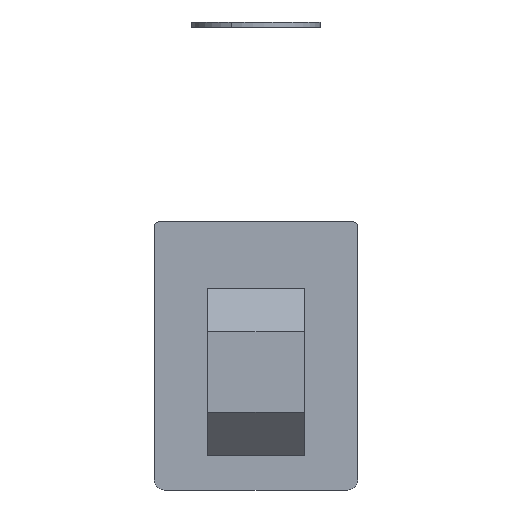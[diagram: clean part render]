
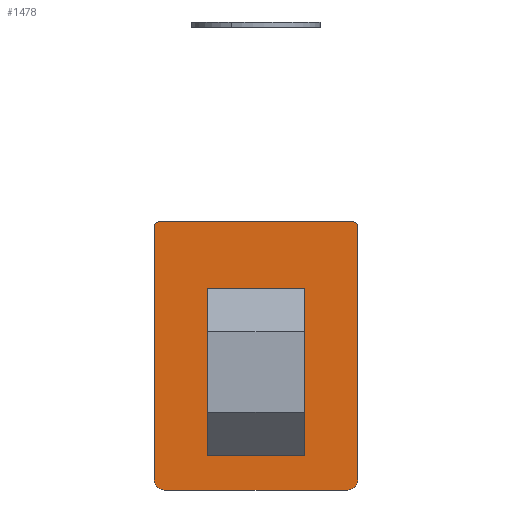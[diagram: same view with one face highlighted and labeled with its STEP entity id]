
A CAD part, front view. The second image highlights one B-rep face of the part: STEP entity #1478.
In plain terms, the highlighted planar face has unit normal (0, -1, 0).
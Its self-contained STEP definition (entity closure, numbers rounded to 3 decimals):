
#8 = LINE ( 'NONE', #2950, #4468 ) ;
#35 = DIRECTION ( 'NONE',  ( 0., -1., 0. ) ) ;
#36 = EDGE_LOOP ( 'NONE', ( #3917, #1550, #2361, #1255, #1154, #3127, #4547, #216 ) ) ;
#64 = DIRECTION ( 'NONE',  ( 0., 0., 1. ) ) ;
#68 = EDGE_CURVE ( 'NONE', #1672, #3085, #1436, .T. ) ;
#121 = VERTEX_POINT ( 'NONE', #2742 ) ;
#142 = CARTESIAN_POINT ( 'NONE',  ( 9.25, 0., -18.95 ) ) ;
#211 = EDGE_CURVE ( 'NONE', #4063, #3235, #374, .T. ) ;
#212 = LINE ( 'NONE', #3634, #1995 ) ;
#216 = ORIENTED_EDGE ( 'NONE', *, *, #4511, .T. ) ;
#237 = EDGE_CURVE ( 'NONE', #3380, #2157, #4120, .T. ) ;
#249 = DIRECTION ( 'NONE',  ( 0., 0., -1. ) ) ;
#333 = CARTESIAN_POINT ( 'NONE',  ( 19., 0., -0.5 ) ) ;
#337 = CARTESIAN_POINT ( 'NONE',  ( 0., 0., -0.5 ) ) ;
#339 = AXIS2_PLACEMENT_3D ( 'NONE', #2944, #834, #3292 ) ;
#363 = AXIS2_PLACEMENT_3D ( 'NONE', #3135, #1034, #3483 ) ;
#374 = CIRCLE ( 'NONE', #4025, 4.5 ) ;
#456 = EDGE_CURVE ( 'NONE', #965, #4063, #212, .T. ) ;
#479 = CARTESIAN_POINT ( 'NONE',  ( 0., 0., -24. ) ) ;
#485 = ORIENTED_EDGE ( 'NONE', *, *, #456, .F. ) ;
#537 = EDGE_CURVE ( 'NONE', #121, #1663, #1659, .T. ) ;
#608 = DIRECTION ( 'NONE',  ( 0., 0., -1. ) ) ;
#721 = AXIS2_PLACEMENT_3D ( 'NONE', #4446, #2379, #249 ) ;
#761 = CARTESIAN_POINT ( 'NONE',  ( 9.75, 0., -9.05 ) ) ;
#806 = LINE ( 'NONE', #3012, #2576 ) ;
#834 = DIRECTION ( 'NONE',  ( 0., -1., 0. ) ) ;
#937 = FACE_BOUND ( 'NONE', #4397, .T. ) ;
#947 = CARTESIAN_POINT ( 'NONE',  ( 0., 0., -25. ) ) ;
#965 = VERTEX_POINT ( 'NONE', #3968 ) ;
#972 = VECTOR ( 'NONE', #1411, 1000. ) ;
#1026 = VECTOR ( 'NONE', #1937, 1000. ) ;
#1034 = DIRECTION ( 'NONE',  ( 0., -1., 0. ) ) ;
#1049 = CARTESIAN_POINT ( 'NONE',  ( 0.5, 0., -0.5 ) ) ;
#1062 = CARTESIAN_POINT ( 'NONE',  ( 0., 0., -25. ) ) ;
#1154 = ORIENTED_EDGE ( 'NONE', *, *, #1257, .T. ) ;
#1202 = DIRECTION ( 'NONE',  ( 0., 0., 1. ) ) ;
#1226 = VECTOR ( 'NONE', #4032, 1000. ) ;
#1236 = DIRECTION ( 'NONE',  ( 0., -1., 0. ) ) ;
#1253 = CARTESIAN_POINT ( 'NONE',  ( 9.25, 0., -18.95 ) ) ;
#1255 = ORIENTED_EDGE ( 'NONE', *, *, #537, .T. ) ;
#1257 = EDGE_CURVE ( 'NONE', #1663, #1672, #8, .T. ) ;
#1305 = DIRECTION ( 'NONE',  ( 0., 0., -1. ) ) ;
#1343 = ORIENTED_EDGE ( 'NONE', *, *, #237, .F. ) ;
#1408 = DIRECTION ( 'NONE',  ( 0., 0., -1. ) ) ;
#1411 = DIRECTION ( 'NONE',  ( 0., 0., 1. ) ) ;
#1415 = VERTEX_POINT ( 'NONE', #1622 ) ;
#1420 = EDGE_CURVE ( 'NONE', #1415, #121, #806, .T. ) ;
#1436 = CIRCLE ( 'NONE', #721, 0.5 ) ;
#1478 = ADVANCED_FACE ( 'NONE', ( #3398, #937 ), #1638, .T. ) ;
#1550 = ORIENTED_EDGE ( 'NONE', *, *, #4004, .T. ) ;
#1622 = CARTESIAN_POINT ( 'NONE',  ( 1., 0., -25. ) ) ;
#1638 = PLANE ( 'NONE',  #3095 ) ;
#1659 = CIRCLE ( 'NONE', #363, 1. ) ;
#1663 = VERTEX_POINT ( 'NONE', #3140 ) ;
#1672 = VERTEX_POINT ( 'NONE', #333 ) ;
#1790 = VERTEX_POINT ( 'NONE', #3543 ) ;
#1875 = EDGE_CURVE ( 'NONE', #1790, #965, #2386, .T. ) ;
#1898 = LINE ( 'NONE', #1062, #972 ) ;
#1937 = DIRECTION ( 'NONE',  ( 1., 0., 0. ) ) ;
#1969 = CIRCLE ( 'NONE', #3120, 1. ) ;
#1970 = LINE ( 'NONE', #4360, #1026 ) ;
#1995 = VECTOR ( 'NONE', #3992, 1000. ) ;
#2092 = CARTESIAN_POINT ( 'NONE',  ( 5.25, 0., -18.95 ) ) ;
#2157 = VERTEX_POINT ( 'NONE', #1253 ) ;
#2174 = CARTESIAN_POINT ( 'NONE',  ( 1., 0., -24. ) ) ;
#2206 = CARTESIAN_POINT ( 'NONE',  ( 13.75, 0., -14.45 ) ) ;
#2229 = CARTESIAN_POINT ( 'NONE',  ( 0.5, 0., 0. ) ) ;
#2345 = EDGE_CURVE ( 'NONE', #3674, #2376, #1898, .T. ) ;
#2361 = ORIENTED_EDGE ( 'NONE', *, *, #1420, .T. ) ;
#2374 = CARTESIAN_POINT ( 'NONE',  ( 5.25, 0., -18.95 ) ) ;
#2376 = VERTEX_POINT ( 'NONE', #337 ) ;
#2379 = DIRECTION ( 'NONE',  ( 0., -1., 0. ) ) ;
#2386 = LINE ( 'NONE', #2206, #4332 ) ;
#2529 = DIRECTION ( 'NONE',  ( 0., 0., -1. ) ) ;
#2561 = CARTESIAN_POINT ( 'NONE',  ( 18.5, 0., 0. ) ) ;
#2576 = VECTOR ( 'NONE', #3385, 1000. ) ;
#2605 = ORIENTED_EDGE ( 'NONE', *, *, #211, .F. ) ;
#2742 = CARTESIAN_POINT ( 'NONE',  ( 18., 0., -25. ) ) ;
#2755 = EDGE_CURVE ( 'NONE', #2157, #1790, #3105, .T. ) ;
#2815 = EDGE_CURVE ( 'NONE', #3609, #3085, #1970, .T. ) ;
#2883 = ORIENTED_EDGE ( 'NONE', *, *, #3758, .F. ) ;
#2944 = CARTESIAN_POINT ( 'NONE',  ( 9.25, 0., -14.45 ) ) ;
#2950 = CARTESIAN_POINT ( 'NONE',  ( 19., 0., -25. ) ) ;
#3012 = CARTESIAN_POINT ( 'NONE',  ( 0., 0., -25. ) ) ;
#3085 = VERTEX_POINT ( 'NONE', #2561 ) ;
#3095 = AXIS2_PLACEMENT_3D ( 'NONE', #947, #3395, #1305 ) ;
#3105 = CIRCLE ( 'NONE', #339, 4.5 ) ;
#3120 = AXIS2_PLACEMENT_3D ( 'NONE', #2174, #35, #2529 ) ;
#3127 = ORIENTED_EDGE ( 'NONE', *, *, #68, .T. ) ;
#3135 = CARTESIAN_POINT ( 'NONE',  ( 18., 0., -24. ) ) ;
#3140 = CARTESIAN_POINT ( 'NONE',  ( 19., 0., -24. ) ) ;
#3142 = ORIENTED_EDGE ( 'NONE', *, *, #1875, .F. ) ;
#3154 = CIRCLE ( 'NONE', #4343, 0.5 ) ;
#3235 = VERTEX_POINT ( 'NONE', #4376 ) ;
#3292 = DIRECTION ( 'NONE',  ( 0., 0., -1. ) ) ;
#3333 = CARTESIAN_POINT ( 'NONE',  ( 9.75, 0., -13.55 ) ) ;
#3380 = VERTEX_POINT ( 'NONE', #2092 ) ;
#3385 = DIRECTION ( 'NONE',  ( 1., 0., 0. ) ) ;
#3395 = DIRECTION ( 'NONE',  ( 0., -1., 0. ) ) ;
#3398 = FACE_OUTER_BOUND ( 'NONE', #36, .T. ) ;
#3483 = DIRECTION ( 'NONE',  ( 0., 0., -1. ) ) ;
#3493 = DIRECTION ( 'NONE',  ( 0., -1., 0. ) ) ;
#3543 = CARTESIAN_POINT ( 'NONE',  ( 13.75, 0., -14.45 ) ) ;
#3566 = VECTOR ( 'NONE', #608, 1000. ) ;
#3609 = VERTEX_POINT ( 'NONE', #2229 ) ;
#3634 = CARTESIAN_POINT ( 'NONE',  ( 13.75, 0., -9.05 ) ) ;
#3674 = VERTEX_POINT ( 'NONE', #479 ) ;
#3675 = DIRECTION ( 'NONE',  ( 0., 0., 1. ) ) ;
#3758 = EDGE_CURVE ( 'NONE', #3235, #3380, #4479, .T. ) ;
#3917 = ORIENTED_EDGE ( 'NONE', *, *, #2345, .F. ) ;
#3950 = ORIENTED_EDGE ( 'NONE', *, *, #2755, .F. ) ;
#3968 = CARTESIAN_POINT ( 'NONE',  ( 13.75, 0., -9.05 ) ) ;
#3992 = DIRECTION ( 'NONE',  ( -1., 0., 0. ) ) ;
#4004 = EDGE_CURVE ( 'NONE', #3674, #1415, #1969, .T. ) ;
#4025 = AXIS2_PLACEMENT_3D ( 'NONE', #3333, #1236, #3675 ) ;
#4032 = DIRECTION ( 'NONE',  ( 1., 0., 0. ) ) ;
#4063 = VERTEX_POINT ( 'NONE', #761 ) ;
#4120 = LINE ( 'NONE', #142, #1226 ) ;
#4332 = VECTOR ( 'NONE', #64, 1000. ) ;
#4343 = AXIS2_PLACEMENT_3D ( 'NONE', #1049, #3493, #1408 ) ;
#4360 = CARTESIAN_POINT ( 'NONE',  ( 0., 0., 0. ) ) ;
#4376 = CARTESIAN_POINT ( 'NONE',  ( 5.25, 0., -13.55 ) ) ;
#4397 = EDGE_LOOP ( 'NONE', ( #2605, #485, #3142, #3950, #1343, #2883 ) ) ;
#4446 = CARTESIAN_POINT ( 'NONE',  ( 18.5, 0., -0.5 ) ) ;
#4468 = VECTOR ( 'NONE', #1202, 1000. ) ;
#4479 = LINE ( 'NONE', #2374, #3566 ) ;
#4511 = EDGE_CURVE ( 'NONE', #3609, #2376, #3154, .T. ) ;
#4547 = ORIENTED_EDGE ( 'NONE', *, *, #2815, .F. ) ;
